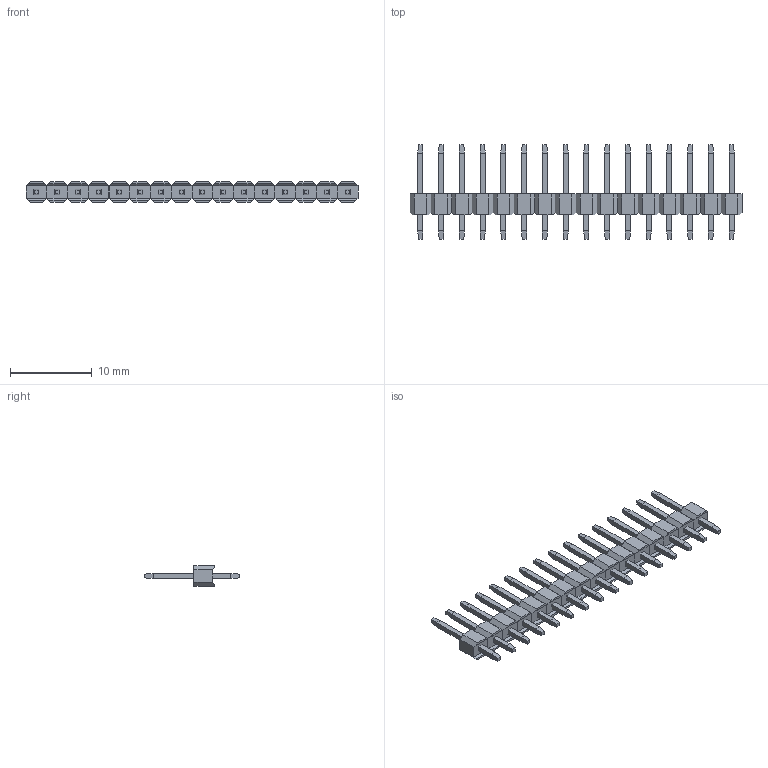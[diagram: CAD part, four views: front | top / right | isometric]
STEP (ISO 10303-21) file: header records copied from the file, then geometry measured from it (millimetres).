
FILE_DESCRIPTION (( 'STEP AP214' ), '1' );
FILE_NAME ('Header, Male, 2.54mm, 1x16.STEP', '2018-07-09T14:27:52', ( '' ), ( '' ), 'SwSTEP 2.0', 'SolidWorks 2018', '' );
FILE_SCHEMA (( 'AUTOMOTIVE_DESIGN' ));
Length unit declared in the file: millimetre
Products named in the file (1): Header, Male, 2.54mm, 1x16
Bounding box: 40.64 x 11.54 x 2.54 mm (x, y, z)
Volume: 281.2 mm3; surface area: 938 mm2
Topology: 48 solids, 48 shells, 544 faces, 1152 edges, 704 vertices
Faces by surface type: plane 544
Entity records: 20087 total; most frequent: CARTESIAN_POINT 2401, ORIENTED_EDGE 2304, DIRECTION 2242, VECTOR 1152, EDGE_CURVE 1152, LINE 1152, VERTEX_POINT 704, UNCERTAINTY_MEASURE_WITH_UNIT 560
